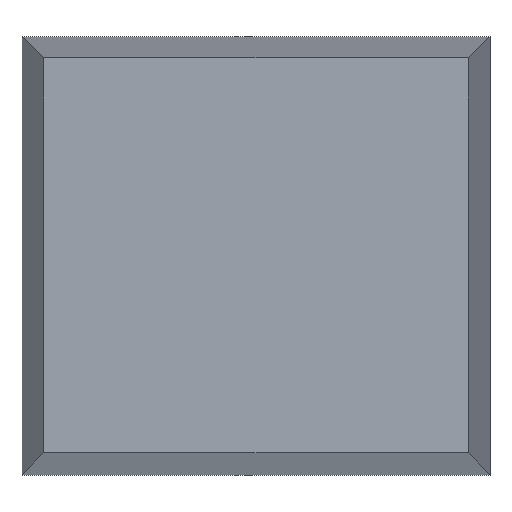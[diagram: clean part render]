
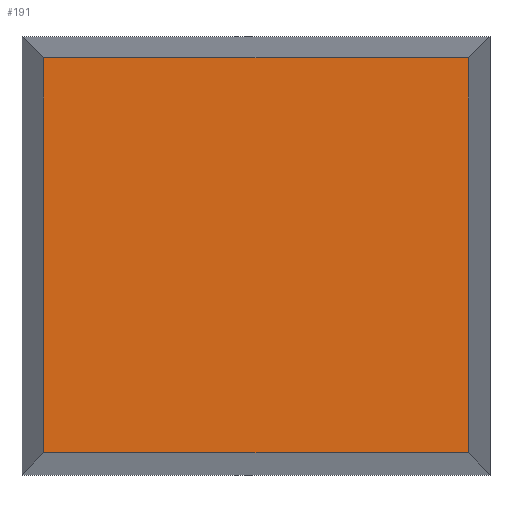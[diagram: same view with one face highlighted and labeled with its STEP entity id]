
A CAD part, top view. The second image highlights one B-rep face of the part: STEP entity #191.
In plain terms, the highlighted planar face has unit normal (0, 0, 1).
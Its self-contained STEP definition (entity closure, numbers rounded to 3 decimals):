
#62 = VERTEX_POINT('',#63);
#63 = CARTESIAN_POINT('',(0.725,-0.675,1.5));
#71 = VERTEX_POINT('',#72);
#72 = CARTESIAN_POINT('',(0.725,0.675,1.5));
#78 = EDGE_CURVE('',#62,#71,#79,.T.);
#79 = LINE('',#80,#81);
#80 = CARTESIAN_POINT('',(0.725,-0.675,1.5));
#81 = VECTOR('',#82,1.);
#82 = DIRECTION('',(0.,1.,0.));
#171 = EDGE_CURVE('',#172,#62,#174,.T.);
#172 = VERTEX_POINT('',#173);
#173 = CARTESIAN_POINT('',(-0.725,-0.675,1.5));
#174 = LINE('',#175,#176);
#175 = CARTESIAN_POINT('',(-0.725,-0.675,1.5));
#176 = VECTOR('',#177,1.);
#177 = DIRECTION('',(1.,0.,0.));
#191 = ADVANCED_FACE('',(#192),#210,.T.);
#192 = FACE_BOUND('',#193,.T.);
#193 = EDGE_LOOP('',(#194,#195,#196,#204));
#194 = ORIENTED_EDGE('',*,*,#171,.T.);
#195 = ORIENTED_EDGE('',*,*,#78,.T.);
#196 = ORIENTED_EDGE('',*,*,#197,.T.);
#197 = EDGE_CURVE('',#71,#198,#200,.T.);
#198 = VERTEX_POINT('',#199);
#199 = CARTESIAN_POINT('',(-0.725,0.675,1.5));
#200 = LINE('',#201,#202);
#201 = CARTESIAN_POINT('',(0.8,0.675,1.5));
#202 = VECTOR('',#203,1.);
#203 = DIRECTION('',(-1.,0.,0.));
#204 = ORIENTED_EDGE('',*,*,#205,.T.);
#205 = EDGE_CURVE('',#198,#172,#206,.T.);
#206 = LINE('',#207,#208);
#207 = CARTESIAN_POINT('',(-0.725,0.75,1.5));
#208 = VECTOR('',#209,1.);
#209 = DIRECTION('',(0.,-1.,0.));
#210 = PLANE('',#211);
#211 = AXIS2_PLACEMENT_3D('',#212,#213,#214);
#212 = CARTESIAN_POINT('',(0.,0.,1.5)
  );
#213 = DIRECTION('',(0.,0.,1.));
#214 = DIRECTION('',(1.,0.,0.));
